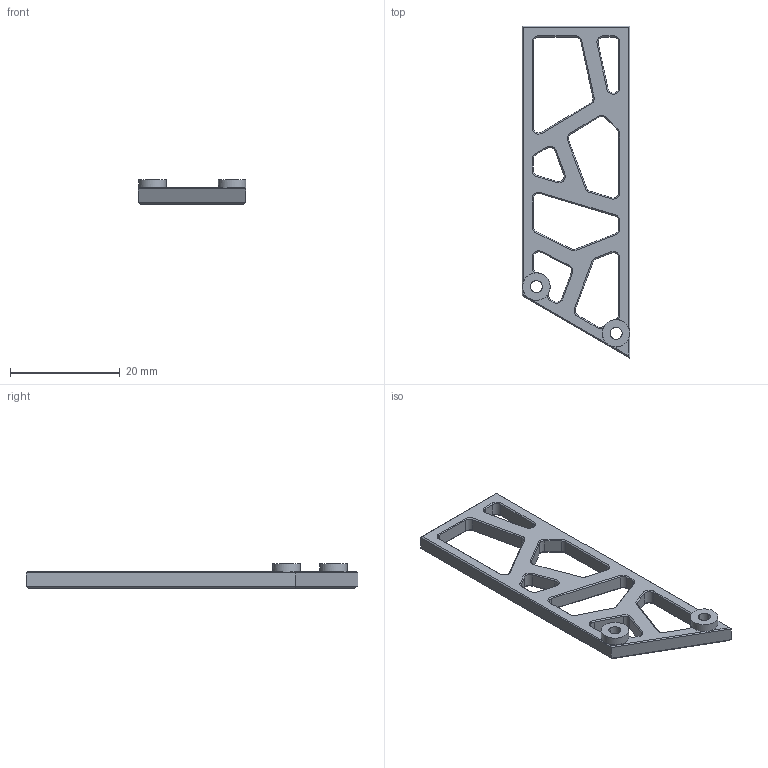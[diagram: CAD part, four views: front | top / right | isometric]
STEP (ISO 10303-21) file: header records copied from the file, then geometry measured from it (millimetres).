
FILE_DESCRIPTION(/* description */ (''),/* implementation_level */ '2;1');
FILE_NAME(/* name */ 'corne_blecover_holes v4.step',/* time_stamp */ '2024-05-16T08:19:58+08:00',/* author */ (''),/* organization */ (''),/* preprocessor_version */ 'ST-DEVELOPER v20',/* originating_system */ 'Autodesk Translation Framework v13.14.0.145',/* authorisation */ '');
FILE_SCHEMA (('AUTOMOTIVE_DESIGN { 1 0 10303 214 3 1 1 }'));
Length unit declared in the file: millimetre
Products named in the file (1): corne_blecover_holes
Bounding box: 19.6 x 60.45 x 4.5 mm (x, y, z)
Volume: 1658.8 mm3; surface area: 2235.6 mm2
Topology: 1 solids, 1 shells, 233 faces, 547 edges, 314 vertices
Faces by surface type: plane 104, cone 64, cylinder 33, bspline 32
Full cylindrical faces by diameter (mm): 5 x2
Entity records: 7527 total; most frequent: CARTESIAN_POINT 2273, ORIENTED_EDGE 1094, DIRECTION 1047, EDGE_CURVE 547, LINE 363, VECTOR 363, AXIS2_PLACEMENT_3D 342, VERTEX_POINT 314
